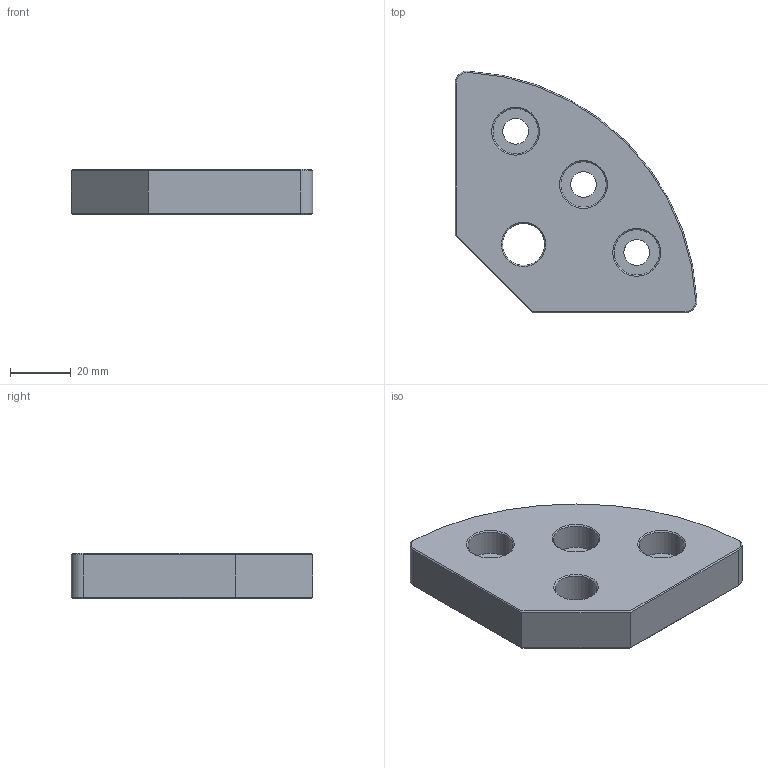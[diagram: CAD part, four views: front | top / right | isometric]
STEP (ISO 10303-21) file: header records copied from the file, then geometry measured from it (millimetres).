
FILE_DESCRIPTION(/* description */ (''),/* implementation_level */ '2;1');
FILE_NAME(/* name */ '11339_KriTec_Transport-_und_Fussplatte_8_St_R40_80_90Grad.stp',/* time_stamp */ '2015-01-19T15:41:38+01:00',/* author */ ('kostic'),/* organization */ (''),/* preprocessor_version */ 'ST-DEVELOPER v15.2',/* originating_system */ 'Autodesk Inventor 2014',/* authorisation */ '');
FILE_SCHEMA (('AUTOMOTIVE_DESIGN { 1 0 10303 214 3 1 1 }'));
Length unit declared in the file: millimetre
Products named in the file (1): 11339_KriTec_Transport-_und_Fussplatte_8_St_R40_80-90°
Bounding box: 79.89 x 79.89 x 15 mm (x, y, z)
Volume: 62305.5 mm3; surface area: 14963.5 mm2
Topology: 1 solids, 1 shells, 38 faces, 80 edges, 47 vertices
Faces by surface type: cone 14, plane 14, cylinder 10
Full cylindrical faces by diameter (mm): 8.5 x3, 13.835 x1, 15 x3
Entity records: 1008 total; most frequent: DIRECTION 172, CARTESIAN_POINT 161, ORIENTED_EDGE 128, AXIS2_PLACEMENT_3D 73, EDGE_LOOP 64, EDGE_CURVE 64, VERTEX_POINT 46, STYLED_ITEM 39
